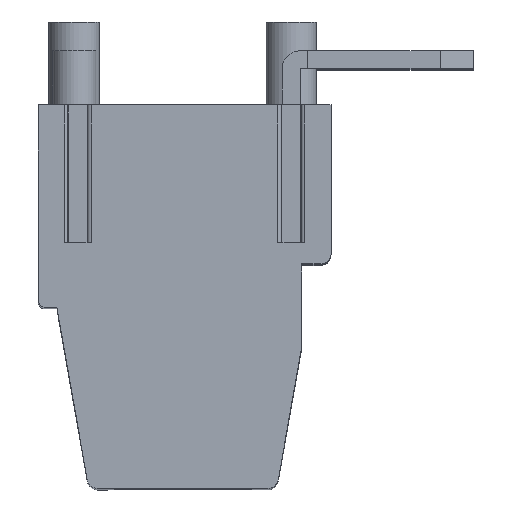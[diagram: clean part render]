
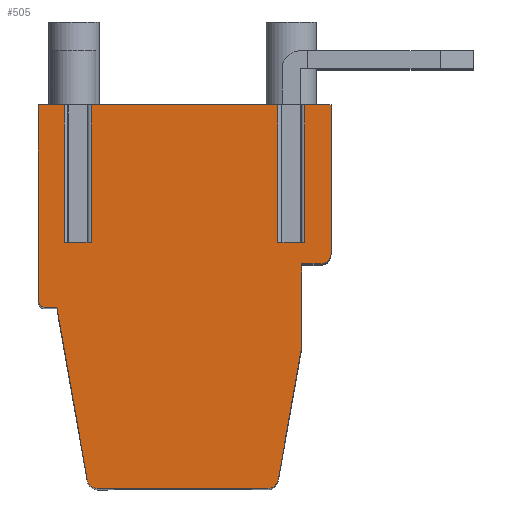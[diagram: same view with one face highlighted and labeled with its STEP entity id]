
A CAD part, top view. The second image highlights one B-rep face of the part: STEP entity #505.
In plain terms, the highlighted planar face has unit normal (0, 0, 1).
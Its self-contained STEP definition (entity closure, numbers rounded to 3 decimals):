
#505 = ADVANCED_FACE( '', ( #1195 ), #1196, .F. );
#1195 = FACE_OUTER_BOUND( '', #2095, .T. );
#1196 = PLANE( '', #2096 );
#2095 = EDGE_LOOP( '', ( #3560, #3561, #3562, #3563, #3564, #3565, #3566, #3567, #3568, #3569, #3570, #3571, #3572, #3573, #3574, #3575, #3576, #3577, #3578, #3579, #3580 ) );
#2096 = AXIS2_PLACEMENT_3D( '', #3581, #3582, #3583 );
#3560 = ORIENTED_EDGE( '', *, *, #5860, .T. );
#3561 = ORIENTED_EDGE( '', *, *, #5404, .T. );
#3562 = ORIENTED_EDGE( '', *, *, #5861, .T. );
#3563 = ORIENTED_EDGE( '', *, *, #5862, .T. );
#3564 = ORIENTED_EDGE( '', *, *, #5863, .T. );
#3565 = ORIENTED_EDGE( '', *, *, #5864, .F. );
#3566 = ORIENTED_EDGE( '', *, *, #5489, .T. );
#3567 = ORIENTED_EDGE( '', *, *, #5865, .T. );
#3568 = ORIENTED_EDGE( '', *, *, #5866, .T. );
#3569 = ORIENTED_EDGE( '', *, *, #5867, .F. );
#3570 = ORIENTED_EDGE( '', *, *, #5868, .T. );
#3571 = ORIENTED_EDGE( '', *, *, #5484, .T. );
#3572 = ORIENTED_EDGE( '', *, *, #5837, .T. );
#3573 = ORIENTED_EDGE( '', *, *, #5869, .T. );
#3574 = ORIENTED_EDGE( '', *, *, #5870, .T. );
#3575 = ORIENTED_EDGE( '', *, *, #5871, .F. );
#3576 = ORIENTED_EDGE( '', *, *, #5391, .F. );
#3577 = ORIENTED_EDGE( '', *, *, #5872, .T. );
#3578 = ORIENTED_EDGE( '', *, *, #5873, .T. );
#3579 = ORIENTED_EDGE( '', *, *, #5874, .T. );
#3580 = ORIENTED_EDGE( '', *, *, #5875, .T. );
#3581 = CARTESIAN_POINT( '', ( -155.048, 1.043, -32.5 ) );
#3582 = DIRECTION( '', ( 0., 0., -1. ) );
#3583 = DIRECTION( '', ( 0., -1., 0. ) );
#5391 = EDGE_CURVE( '', #6470, #6472, #6473, .T. );
#5404 = EDGE_CURVE( '', #6491, #6495, #6497, .T. );
#5484 = EDGE_CURVE( '', #6634, #6638, #6640, .T. );
#5489 = EDGE_CURVE( '', #6642, #6647, #6649, .T. );
#5837 = EDGE_CURVE( '', #6638, #7225, #7227, .T. );
#5860 = EDGE_CURVE( '', #7261, #6491, #7262, .T. );
#5861 = EDGE_CURVE( '', #6495, #7263, #7264, .T. );
#5862 = EDGE_CURVE( '', #7263, #7265, #7266, .F. );
#5863 = EDGE_CURVE( '', #7265, #7267, #7268, .T. );
#5864 = EDGE_CURVE( '', #6642, #7267, #7269, .T. );
#5865 = EDGE_CURVE( '', #6647, #7270, #7271, .T. );
#5866 = EDGE_CURVE( '', #7270, #7272, #7273, .T. );
#5867 = EDGE_CURVE( '', #7274, #7272, #7275, .T. );
#5868 = EDGE_CURVE( '', #7274, #6634, #7276, .T. );
#5869 = EDGE_CURVE( '', #7225, #7277, #7278, .T. );
#5870 = EDGE_CURVE( '', #7277, #7279, #7280, .T. );
#5871 = EDGE_CURVE( '', #6472, #7279, #7281, .T. );
#5872 = EDGE_CURVE( '', #6470, #7282, #7283, .T. );
#5873 = EDGE_CURVE( '', #7282, #7284, #7285, .T. );
#5874 = EDGE_CURVE( '', #7284, #7286, #7287, .T. );
#5875 = EDGE_CURVE( '', #7286, #7261, #7288, .F. );
#6470 = VERTEX_POINT( '', #8064 );
#6472 = VERTEX_POINT( '', #8067 );
#6473 = LINE( '', #8068, #8069 );
#6491 = VERTEX_POINT( '', #8095 );
#6495 = VERTEX_POINT( '', #8100 );
#6497 = LINE( '', #8102, #8103 );
#6634 = VERTEX_POINT( '', #8297 );
#6638 = VERTEX_POINT( '', #8302 );
#6640 = CIRCLE( '', #8305, 0.298 );
#6642 = VERTEX_POINT( '', #8307 );
#6647 = VERTEX_POINT( '', #8313 );
#6649 = CIRCLE( '', #8316, 0.198 );
#7225 = VERTEX_POINT( '', #9143 );
#7227 = LINE( '', #9146, #9147 );
#7261 = VERTEX_POINT( '', #9196 );
#7262 = LINE( '', #9197, #9198 );
#7263 = VERTEX_POINT( '', #9199 );
#7264 = LINE( '', #9200, #9201 );
#7265 = VERTEX_POINT( '', #9202 );
#7266 = LINE( '', #9203, #9204 );
#7267 = VERTEX_POINT( '', #9205 );
#7268 = LINE( '', #9206, #9207 );
#7269 = LINE( '', #9208, #9209 );
#7270 = VERTEX_POINT( '', #9210 );
#7271 = LINE( '', #9211, #9212 );
#7272 = VERTEX_POINT( '', #9213 );
#7273 = LINE( '', #9214, #9215 );
#7274 = VERTEX_POINT( '', #9216 );
#7275 = CIRCLE( '', #9217, 0.298 );
#7276 = LINE( '', #9218, #9219 );
#7277 = VERTEX_POINT( '', #9220 );
#7278 = LINE( '', #9221, #9222 );
#7279 = VERTEX_POINT( '', #9223 );
#7280 = LINE( '', #9224, #9225 );
#7281 = CIRCLE( '', #9226, 0.298 );
#7282 = VERTEX_POINT( '', #9227 );
#7283 = LINE( '', #9228, #9229 );
#7284 = VERTEX_POINT( '', #9230 );
#7285 = LINE( '', #9231, #9232 );
#7286 = VERTEX_POINT( '', #9233 );
#7287 = LINE( '', #9234, #9235 );
#7288 = LINE( '', #9236, #9237 );
#8064 = CARTESIAN_POINT( '', ( -150.95, 1.043, -32.5 ) );
#8067 = CARTESIAN_POINT( '', ( -150.95, -3.055, -32.5 ) );
#8068 = CARTESIAN_POINT( '', ( -150.95, 1.043, -32.5 ) );
#8069 = VECTOR( '', #10264, 1000. );
#8095 = CARTESIAN_POINT( '', ( -157.58, 1.043, -32.5 ) );
#8100 = CARTESIAN_POINT( '', ( -157.58, -2.757, -32.5 ) );
#8102 = CARTESIAN_POINT( '', ( -157.58, 1.043, -32.5 ) );
#8103 = VECTOR( '', #10280, 1000. );
#8297 = CARTESIAN_POINT( '', ( -152.698, -9.558, -32.5 ) );
#8302 = CARTESIAN_POINT( '', ( -152.401, -9.275, -32.5 ) );
#8305 = AXIS2_PLACEMENT_3D( '', #10358, #10359, #10360 );
#8307 = CARTESIAN_POINT( '', ( -159.046, -4.355, -32.5 ) );
#8313 = CARTESIAN_POINT( '', ( -158.848, -4.553, -32.5 ) );
#8316 = AXIS2_PLACEMENT_3D( '', #10366, #10367, #10368 );
#9143 = CARTESIAN_POINT( '', ( -151.764, -5.661, -32.5 ) );
#9146 = CARTESIAN_POINT( '', ( -152.405, -9.298, -32.5 ) );
#9147 = VECTOR( '', #10715, 1000. );
#9196 = CARTESIAN_POINT( '', ( -152.42, 1.043, -32.5 ) );
#9197 = CARTESIAN_POINT( '', ( -155.048, 1.043, -32.5 ) );
#9198 = VECTOR( '', #10734, 1000. );
#9199 = CARTESIAN_POINT( '', ( -158.32, -2.757, -32.5 ) );
#9200 = CARTESIAN_POINT( '', ( -157.63, -2.757, -32.5 ) );
#9201 = VECTOR( '', #10735, 1000. );
#9202 = CARTESIAN_POINT( '', ( -158.32, 1.043, -32.5 ) );
#9203 = CARTESIAN_POINT( '', ( -158.32, 1.043, -32.5 ) );
#9204 = VECTOR( '', #10736, 1000. );
#9205 = CARTESIAN_POINT( '', ( -159.046, 1.043, -32.5 ) );
#9206 = CARTESIAN_POINT( '', ( -155.048, 1.043, -32.5 ) );
#9207 = VECTOR( '', #10737, 1000. );
#9208 = CARTESIAN_POINT( '', ( -159.046, -4.355, -32.5 ) );
#9209 = VECTOR( '', #10738, 1000. );
#9210 = CARTESIAN_POINT( '', ( -158.527, -4.553, -32.5 ) );
#9211 = CARTESIAN_POINT( '', ( -158.848, -4.553, -32.5 ) );
#9212 = VECTOR( '', #10739, 1000. );
#9213 = CARTESIAN_POINT( '', ( -157.695, -9.275, -32.5 ) );
#9214 = CARTESIAN_POINT( '', ( -158.527, -4.553, -32.5 ) );
#9215 = VECTOR( '', #10740, 1000. );
#9216 = CARTESIAN_POINT( '', ( -157.398, -9.558, -32.5 ) );
#9217 = AXIS2_PLACEMENT_3D( '', #10741, #10742, #10743 );
#9218 = CARTESIAN_POINT( '', ( -157.398, -9.558, -32.5 ) );
#9219 = VECTOR( '', #10744, 1000. );
#9220 = CARTESIAN_POINT( '', ( -151.764, -3.353, -32.5 ) );
#9221 = CARTESIAN_POINT( '', ( -151.764, -5.661, -32.5 ) );
#9222 = VECTOR( '', #10745, 1000. );
#9223 = CARTESIAN_POINT( '', ( -151.248, -3.353, -32.5 ) );
#9224 = CARTESIAN_POINT( '', ( -151.764, -3.353, -32.5 ) );
#9225 = VECTOR( '', #10746, 1000. );
#9226 = AXIS2_PLACEMENT_3D( '', #10747, #10748, #10749 );
#9227 = CARTESIAN_POINT( '', ( -151.68, 1.043, -32.5 ) );
#9228 = CARTESIAN_POINT( '', ( -155.048, 1.043, -32.5 ) );
#9229 = VECTOR( '', #10750, 1000. );
#9230 = CARTESIAN_POINT( '', ( -151.68, -2.757, -32.5 ) );
#9231 = CARTESIAN_POINT( '', ( -151.68, 1.043, -32.5 ) );
#9232 = VECTOR( '', #10751, 1000. );
#9233 = CARTESIAN_POINT( '', ( -152.42, -2.757, -32.5 ) );
#9234 = CARTESIAN_POINT( '', ( -151.73, -2.757, -32.5 ) );
#9235 = VECTOR( '', #10752, 1000. );
#9236 = CARTESIAN_POINT( '', ( -152.42, 1.043, -32.5 ) );
#9237 = VECTOR( '', #10753, 1000. );
#10264 = DIRECTION( '', ( 0., -1., 0. ) );
#10280 = DIRECTION( '', ( 0., -1., 0. ) );
#10358 = CARTESIAN_POINT( '', ( -152.698, -9.26, -32.5 ) );
#10359 = DIRECTION( '', ( 0., 0., 1. ) );
#10360 = DIRECTION( '', ( 0., -1., 0. ) );
#10366 = CARTESIAN_POINT( '', ( -158.848, -4.355, -32.5 ) );
#10367 = DIRECTION( '', ( 0., 0., 1. ) );
#10368 = DIRECTION( '', ( -1., 0., 0. ) );
#10715 = DIRECTION( '', ( 0.174, 0.985, 0. ) );
#10734 = DIRECTION( '', ( -1., 0., 0. ) );
#10735 = DIRECTION( '', ( -1., 0., 0. ) );
#10736 = DIRECTION( '', ( 0., -1., 0. ) );
#10737 = DIRECTION( '', ( -1., 0., 0. ) );
#10738 = DIRECTION( '', ( 0., 1., 0. ) );
#10739 = DIRECTION( '', ( 1., 0., 0. ) );
#10740 = DIRECTION( '', ( 0.174, -0.985, 0. ) );
#10741 = CARTESIAN_POINT( '', ( -157.398, -9.26, -32.5 ) );
#10742 = DIRECTION( '', ( 0., 0., -1. ) );
#10743 = DIRECTION( '', ( 0., -1., 0. ) );
#10744 = DIRECTION( '', ( 1., 0., 0. ) );
#10745 = DIRECTION( '', ( 0., 1., 0. ) );
#10746 = DIRECTION( '', ( 1., 0., 0. ) );
#10747 = CARTESIAN_POINT( '', ( -151.248, -3.055, -32.5 ) );
#10748 = DIRECTION( '', ( 0., 0., -1. ) );
#10749 = DIRECTION( '', ( 1., 0., 0. ) );
#10750 = DIRECTION( '', ( -1., 0., 0. ) );
#10751 = DIRECTION( '', ( 0., -1., 0. ) );
#10752 = DIRECTION( '', ( -1., 0., 0. ) );
#10753 = DIRECTION( '', ( 0., -1., 0. ) );
